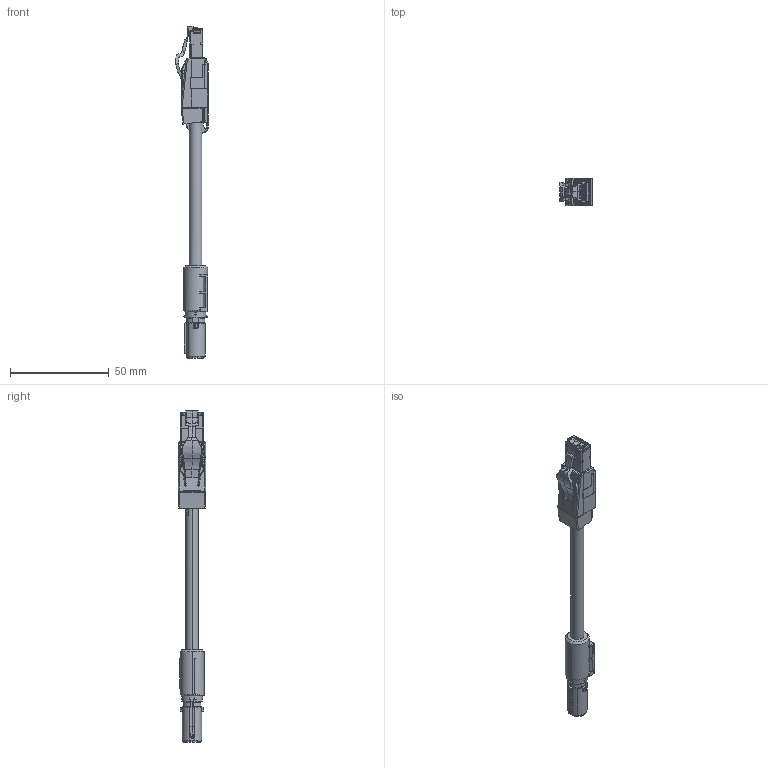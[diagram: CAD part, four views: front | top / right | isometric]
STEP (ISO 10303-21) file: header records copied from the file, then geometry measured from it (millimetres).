
FILE_DESCRIPTION(('CATIA V5 STEP Exchange','CAx-IF Rec.Pracs.--- Model Styling and Organization---1.5--- 2016-08-15','CAx-IF Rec.Pracs.---Supplemental Geometry---1.0---2011-11-01','CAx-IF Rec.Pracs.--- Composite Materials ---1.1---2010-07-15'),'2;1');
FILE_NAME ('270637-2_0', '2025-05-12T06:56:20+00:00', ('none'), ('Weidmueller'), 'CATIA Version 5-6 Release 2022 SP4 HF5', 'CATIA V5 STEP AP214 v3', 'none');
FILE_SCHEMA(('AUTOMOTIVE_DESIGN { 1 0 10303 214 1 1 1 1 }'));
Products named in the file (1): 2503710000
Bounding box: 16.51 x 13.8 x 168.51 mm (x, y, z)
Volume: 13189.9 mm3; surface area: 8176.8 mm2
Topology: 1 solids, 1 shells, 2107 faces, 5910 edges, 3802 vertices
Faces by surface type: plane 865, cylinder 727, bspline 260, torus 166, cone 49, sphere 38, extrusion 2
Entity records: 87206 total; most frequent: CARTESIAN_POINT 36730, ORIENTED_EDGE 11776, DIRECTION 7881, EDGE_CURVE 5888, VERTEX_POINT 3802, VECTOR 3108, LINE 3106, AXIS2_PLACEMENT_3D 2977
